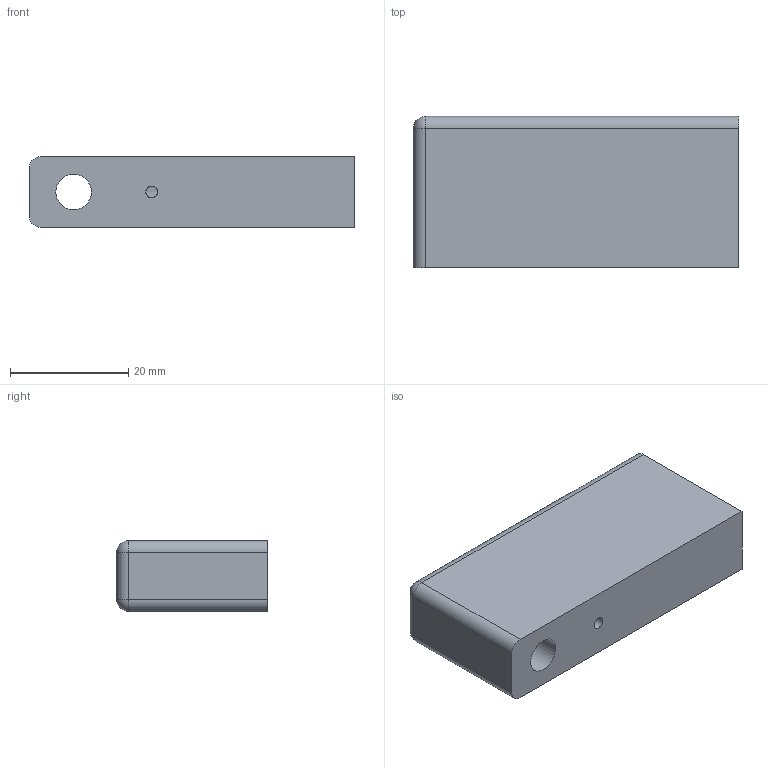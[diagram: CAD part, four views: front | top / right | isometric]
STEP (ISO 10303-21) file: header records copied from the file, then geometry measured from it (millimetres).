
FILE_DESCRIPTION(/* description */ (''),/* implementation_level */ '2;1');
FILE_NAME(/* name */ 'cilinder.stp',/* time_stamp */ '2022-05-04T14:42:27-03:00',/* author */ ('19710060'),/* organization */ (''),/* preprocessor_version */ 'ST-DEVELOPER v18.1',/* originating_system */ 'Autodesk Inventor 2022',/* authorisation */ '');
FILE_SCHEMA (('AUTOMOTIVE_DESIGN { 1 0 10303 214 3 1 1 }'));
Length unit declared in the file: millimetre
Products named in the file (1): cilinder
Bounding box: 55 x 25.5 x 12 mm (x, y, z)
Volume: 13855.1 mm3; surface area: 6126.8 mm2
Topology: 1 solids, 1 shells, 17 faces, 37 edges, 23 vertices
Faces by surface type: cylinder 8, plane 7, sphere 2
Full cylindrical faces by diameter (mm): 2 x1, 6 x1, 8 x1
Entity records: 547 total; most frequent: CARTESIAN_POINT 112, DIRECTION 86, ORIENTED_EDGE 74, EDGE_CURVE 37, AXIS2_PLACEMENT_3D 33, VERTEX_POINT 23, EDGE_LOOP 22, LINE 20
